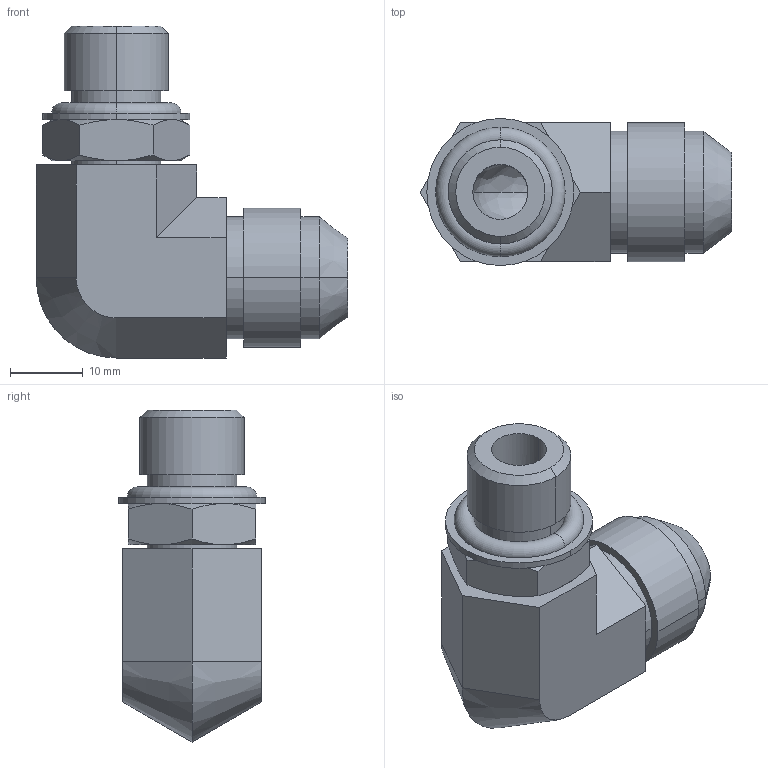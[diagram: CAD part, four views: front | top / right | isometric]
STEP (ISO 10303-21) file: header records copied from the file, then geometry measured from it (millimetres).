
FILE_DESCRIPTION((''),'2;1');
FILE_NAME('8-6_C5OX-S_PRT','2002-10-15T',('ta29392'),(''),'PRO/ENGINEER BY PARAMETRIC TECHNOLOGY CORPORATION, 2002220','PRO/ENGINEER BY PARAMETRIC TECHNOLOGY CORPORATION, 2002220','');
FILE_SCHEMA(('CONFIG_CONTROL_DESIGN'));
Length unit declared in the file: inch
Products named in the file (1): 8-6_C5OX-S_PRT
Bounding box: 42.75 x 20.17 x 45.54 mm (x, y, z)
Volume: 13198.4 mm3; surface area: 6578.9 mm2
Topology: 1 solids, 1 shells, 66 faces, 143 edges, 87 vertices
Faces by surface type: plane 26, cone 18, cylinder 14, bspline 6, torus 2
Entity records: 2685 total; most frequent: CARTESIAN_POINT 1245, ORIENTED_EDGE 286, DIRECTION 280, EDGE_CURVE 143, AXIS2_PLACEMENT_3D 111, VERTEX_POINT 87, EDGE_LOOP 76, FACE_OUTER_BOUND 66
